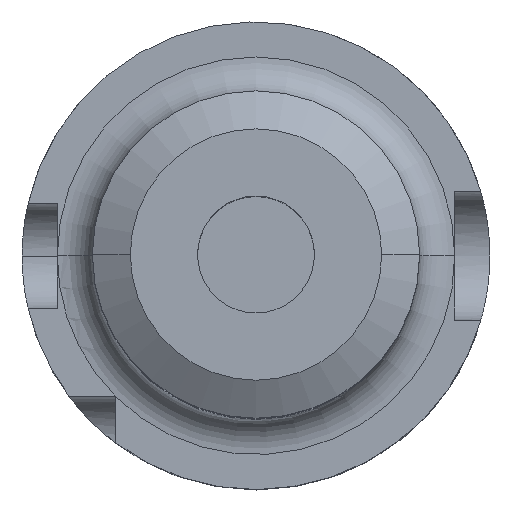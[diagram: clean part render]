
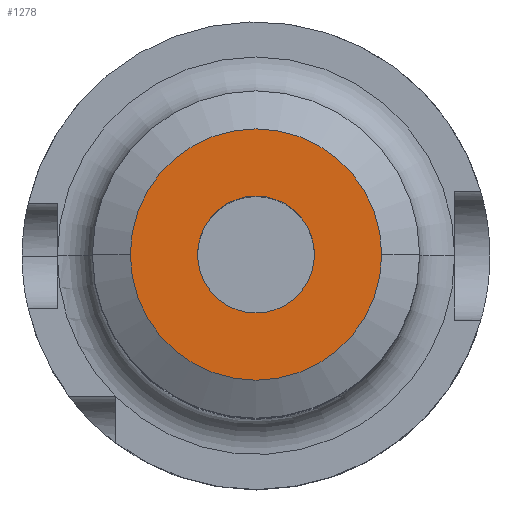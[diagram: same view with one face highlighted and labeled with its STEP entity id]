
A CAD part, top view. The second image highlights one B-rep face of the part: STEP entity #1278.
In plain terms, the highlighted planar face has unit normal (0, 0, 1).
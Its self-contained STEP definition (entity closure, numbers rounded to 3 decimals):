
#46 = CARTESIAN_POINT ( 'NONE',  ( 0., 0., 80. ) ) ;
#88 = CIRCLE ( 'NONE', #1822, 5. ) ;
#115 = CARTESIAN_POINT ( 'NONE',  ( -10.75, 0., 80. ) ) ;
#173 = DIRECTION ( 'NONE',  ( -1., 0., 0. ) ) ;
#293 = VERTEX_POINT ( 'NONE', #2087 ) ;
#379 = CARTESIAN_POINT ( 'NONE',  ( -5., 0., 80. ) ) ;
#419 = CARTESIAN_POINT ( 'NONE',  ( 0., 10.75, 80. ) ) ;
#442 = EDGE_LOOP ( 'NONE', ( #1971, #1626 ) ) ;
#497 = CIRCLE ( 'NONE', #2285, 5. ) ;
#505 = DIRECTION ( 'NONE',  ( -1., 0., 0. ) ) ;
#657 = FACE_OUTER_BOUND ( 'NONE', #442, .T. ) ;
#848 = VERTEX_POINT ( 'NONE', #379 ) ;
#934 = AXIS2_PLACEMENT_3D ( 'NONE', #46, #2383, #505 ) ;
#952 = EDGE_CURVE ( 'NONE', #293, #848, #88, .T. ) ;
#1087 = CARTESIAN_POINT ( 'NONE',  ( 10.75, 0., 80. ) ) ;
#1092 = ORIENTED_EDGE ( 'NONE', *, *, #952, .T. ) ;
#1165 = VERTEX_POINT ( 'NONE', #1087 ) ;
#1264 = FACE_BOUND ( 'NONE', #2584, .T. ) ;
#1278 = ADVANCED_FACE ( 'NONE', ( #1264, #657 ), #2713, .T. ) ;
#1318 = EDGE_CURVE ( 'NONE', #848, #293, #497, .T. ) ;
#1501 = DIRECTION ( 'NONE',  ( 0., 0., -1. ) ) ;
#1526 = DIRECTION ( 'NONE',  ( 0., 0., -1. ) ) ;
#1626 = ORIENTED_EDGE ( 'NONE', *, *, #1731, .F. ) ;
#1723 = DIRECTION ( 'NONE',  ( 0., 0., -1. ) ) ;
#1731 = EDGE_CURVE ( 'NONE', #1165, #2252, #2367, .T. ) ;
#1822 = AXIS2_PLACEMENT_3D ( 'NONE', #3062, #1501, #3320 ) ;
#1971 = ORIENTED_EDGE ( 'NONE', *, *, #3269, .F. ) ;
#1997 = ORIENTED_EDGE ( 'NONE', *, *, #1318, .T. ) ;
#2087 = CARTESIAN_POINT ( 'NONE',  ( 5., 0., 80. ) ) ;
#2211 = DIRECTION ( 'NONE',  ( 0., 0., 1. ) ) ;
#2252 = VERTEX_POINT ( 'NONE', #115 ) ;
#2285 = AXIS2_PLACEMENT_3D ( 'NONE', #2743, #1526, #3226 ) ;
#2319 = CIRCLE ( 'NONE', #2539, 10.75 ) ;
#2367 = CIRCLE ( 'NONE', #934, 10.75 ) ;
#2383 = DIRECTION ( 'NONE',  ( 0., 0., -1. ) ) ;
#2466 = AXIS2_PLACEMENT_3D ( 'NONE', #419, #2211, #3341 ) ;
#2539 = AXIS2_PLACEMENT_3D ( 'NONE', #3289, #1723, #173 ) ;
#2584 = EDGE_LOOP ( 'NONE', ( #1997, #1092 ) ) ;
#2713 = PLANE ( 'NONE',  #2466 ) ;
#2743 = CARTESIAN_POINT ( 'NONE',  ( 0., 0., 80. ) ) ;
#3062 = CARTESIAN_POINT ( 'NONE',  ( 0., 0., 80. ) ) ;
#3226 = DIRECTION ( 'NONE',  ( -1., 0., 0. ) ) ;
#3269 = EDGE_CURVE ( 'NONE', #2252, #1165, #2319, .T. ) ;
#3289 = CARTESIAN_POINT ( 'NONE',  ( 0., 0., 80. ) ) ;
#3320 = DIRECTION ( 'NONE',  ( -1., 0., 0. ) ) ;
#3341 = DIRECTION ( 'NONE',  ( 1., 0., 0. ) ) ;
